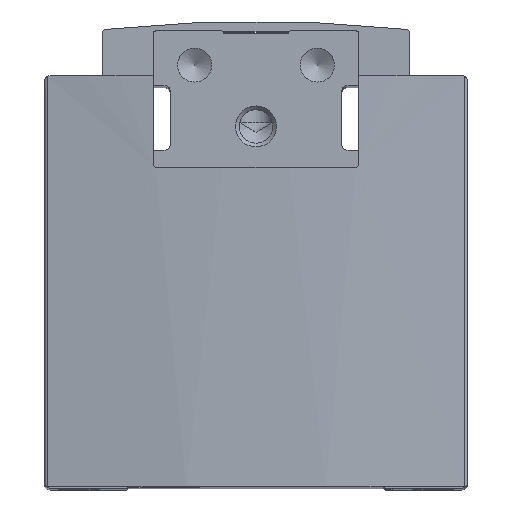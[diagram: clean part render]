
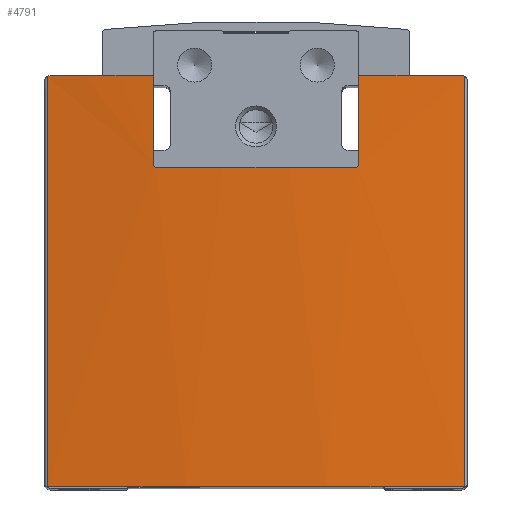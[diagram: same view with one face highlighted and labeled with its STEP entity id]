
A CAD part, top view. The second image highlights one B-rep face of the part: STEP entity #4791.
In plain terms, the highlighted cylindrical face has radius 200 mm (diameter 400 mm), a partial arc.
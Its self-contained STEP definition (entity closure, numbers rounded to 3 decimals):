
#131=ELLIPSE('',#5093,282.843,200.);
#132=ELLIPSE('',#5095,282.843,200.);
#179=LINE('',#6939,#429);
#180=LINE('',#6948,#430);
#181=LINE('',#6956,#431);
#182=LINE('',#6959,#432);
#429=VECTOR('',#5645,1000.);
#430=VECTOR('',#5648,1000.);
#431=VECTOR('',#5655,1000.);
#432=VECTOR('',#5658,1000.);
#745=B_SPLINE_CURVE_WITH_KNOTS('',3,(#6719,#6720,#6721,#6722),
 .UNSPECIFIED.,.F.,.F.,(4,4),(0.,0.),
 .UNSPECIFIED.);
#760=B_SPLINE_CURVE_WITH_KNOTS('',3,(#6941,#6942,#6943,#6944),
 .UNSPECIFIED.,.F.,.F.,(4,4),(0.,0.),
 .UNSPECIFIED.);
#885=ORIENTED_EDGE('',*,*,#1846,.F.);
#886=ORIENTED_EDGE('',*,*,#1847,.F.);
#887=ORIENTED_EDGE('',*,*,#1848,.T.);
#888=ORIENTED_EDGE('',*,*,#1849,.F.);
#889=ORIENTED_EDGE('',*,*,#1850,.F.);
#890=ORIENTED_EDGE('',*,*,#1851,.F.);
#891=ORIENTED_EDGE('',*,*,#1852,.F.);
#892=ORIENTED_EDGE('',*,*,#1853,.F.);
#893=ORIENTED_EDGE('',*,*,#1854,.F.);
#894=ORIENTED_EDGE('',*,*,#1855,.F.);
#895=ORIENTED_EDGE('',*,*,#1770,.T.);
#896=ORIENTED_EDGE('',*,*,#1856,.T.);
#1770=EDGE_CURVE('',#2254,#2255,#745,.T.);
#1846=EDGE_CURVE('',#2322,#2323,#2645,.T.);
#1847=EDGE_CURVE('',#2324,#2322,#179,.T.);
#1848=EDGE_CURVE('',#2324,#2325,#760,.T.);
#1849=EDGE_CURVE('',#2326,#2325,#2646,.T.);
#1850=EDGE_CURVE('',#2327,#2326,#180,.F.);
#1851=EDGE_CURVE('',#2328,#2327,#131,.T.);
#1852=EDGE_CURVE('',#2329,#2328,#2647,.T.);
#1853=EDGE_CURVE('',#2330,#2329,#132,.T.);
#1854=EDGE_CURVE('',#2331,#2330,#181,.T.);
#1855=EDGE_CURVE('',#2254,#2331,#2648,.T.);
#1856=EDGE_CURVE('',#2255,#2323,#182,.T.);
#2254=VERTEX_POINT('',#6712);
#2255=VERTEX_POINT('',#6718);
#2322=VERTEX_POINT('',#6937);
#2323=VERTEX_POINT('',#6938);
#2324=VERTEX_POINT('',#6940);
#2325=VERTEX_POINT('',#6945);
#2326=VERTEX_POINT('',#6947);
#2327=VERTEX_POINT('',#6949);
#2328=VERTEX_POINT('',#6951);
#2329=VERTEX_POINT('',#6953);
#2330=VERTEX_POINT('',#6955);
#2331=VERTEX_POINT('',#6957);
#2645=CIRCLE('',#5091,200.);
#2646=CIRCLE('',#5092,200.);
#2647=CIRCLE('',#5094,200.);
#2648=CIRCLE('',#5096,200.);
#2838=EDGE_LOOP('',(#885,#886,#887,#888,#889,#890,#891,#892,#893,#894,#895,
#896));
#3211=FACE_BOUND('',#2838,.T.);
#3588=CYLINDRICAL_SURFACE('',#5090,200.);
#4791=ADVANCED_FACE('',(#3211),#3588,.T.);
#5090=AXIS2_PLACEMENT_3D('',#6935,#5641,#5642);
#5091=AXIS2_PLACEMENT_3D('',#6936,#5643,#5644);
#5092=AXIS2_PLACEMENT_3D('',#6946,#5646,#5647);
#5093=AXIS2_PLACEMENT_3D('',#6950,#5649,#5650);
#5094=AXIS2_PLACEMENT_3D('',#6952,#5651,#5652);
#5095=AXIS2_PLACEMENT_3D('',#6954,#5653,#5654);
#5096=AXIS2_PLACEMENT_3D('',#6958,#5656,#5657);
#5641=DIRECTION('',(0.,-1.,0.));
#5642=DIRECTION('',(0.,0.,-1.));
#5643=DIRECTION('',(0.,-1.,0.));
#5644=DIRECTION('',(0.,0.,-1.));
#5645=DIRECTION('',(0.,-1.,0.));
#5646=DIRECTION('',(0.,1.,0.));
#5647=DIRECTION('',(1.,0.,0.));
#5648=DIRECTION('',(0.,-1.,0.));
#5649=DIRECTION('',(-0.707,0.707,0.));
#5650=DIRECTION('',(-0.707,-0.707,0.));
#5651=DIRECTION('',(0.,1.,0.));
#5652=DIRECTION('',(0.,0.,1.));
#5653=DIRECTION('',(0.707,0.707,0.));
#5654=DIRECTION('',(0.707,-0.707,0.));
#5655=DIRECTION('',(0.,-1.,0.));
#5656=DIRECTION('',(0.,1.,0.));
#5657=DIRECTION('',(1.,0.,0.));
#5658=DIRECTION('',(0.,-1.,0.));
#6712=CARTESIAN_POINT('',(-30.2,60.5,82.407));
#6718=CARTESIAN_POINT('',(-30.576,60.406,82.349));
#6719=CARTESIAN_POINT('',(-30.2,60.5,82.407));
#6720=CARTESIAN_POINT('',(-30.331,60.5,82.387));
#6721=CARTESIAN_POINT('',(-30.46,60.468,82.367));
#6722=CARTESIAN_POINT('',(-30.576,60.406,82.349));
#6935=CARTESIAN_POINT('',(0.,60.5,-115.3));
#6936=CARTESIAN_POINT('',(0.,0.2,-115.3));
#6937=CARTESIAN_POINT('',(30.576,0.2,82.349));
#6938=CARTESIAN_POINT('',(-30.576,0.2,82.349));
#6939=CARTESIAN_POINT('',(30.576,60.5,82.349));
#6940=CARTESIAN_POINT('',(30.576,60.406,82.349));
#6941=CARTESIAN_POINT('',(30.576,60.406,82.349));
#6942=CARTESIAN_POINT('',(30.46,60.468,82.367));
#6943=CARTESIAN_POINT('',(30.331,60.5,82.387));
#6944=CARTESIAN_POINT('',(30.2,60.5,82.407));
#6945=CARTESIAN_POINT('',(30.2,60.5,82.407));
#6946=CARTESIAN_POINT('',(0.,60.5,-115.3));
#6947=CARTESIAN_POINT('',(15.,60.5,84.137));
#6948=CARTESIAN_POINT('',(15.,60.5,84.137));
#6949=CARTESIAN_POINT('',(15.,47.3,84.137));
#6950=CARTESIAN_POINT('',(0.,32.3,-115.3));
#6951=CARTESIAN_POINT('',(14.7,47.,84.159));
#6952=CARTESIAN_POINT('',(0.,47.,-115.3));
#6953=CARTESIAN_POINT('',(-14.7,47.,84.159));
#6954=CARTESIAN_POINT('',(0.,32.3,-115.3));
#6955=CARTESIAN_POINT('',(-15.,47.3,84.137));
#6956=CARTESIAN_POINT('',(-15.,60.5,84.137));
#6957=CARTESIAN_POINT('',(-15.,60.5,84.137));
#6958=CARTESIAN_POINT('',(0.,60.5,-115.3));
#6959=CARTESIAN_POINT('',(-30.576,60.5,82.349));
